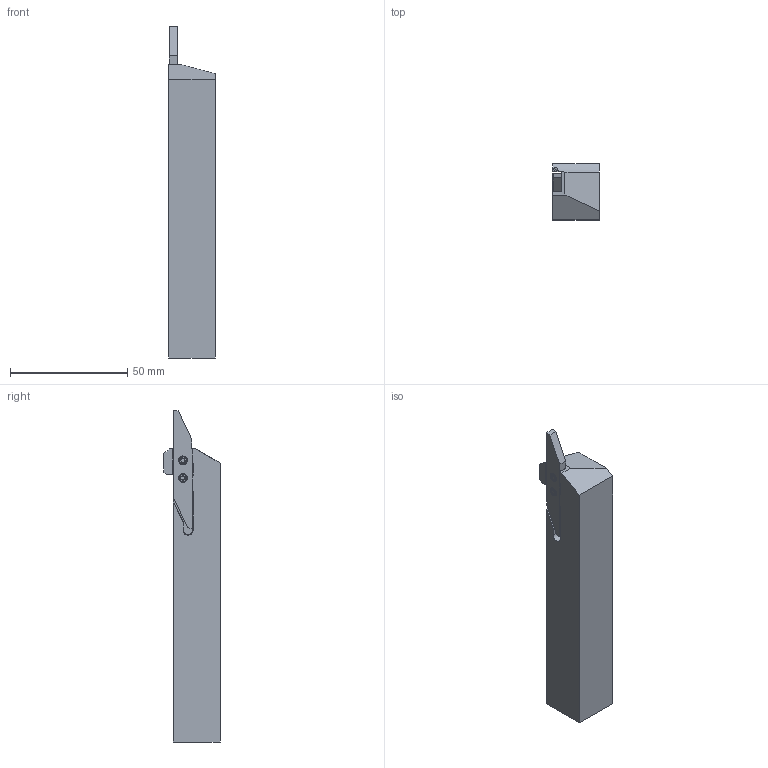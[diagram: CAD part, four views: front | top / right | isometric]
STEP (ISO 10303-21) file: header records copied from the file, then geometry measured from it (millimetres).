
FILE_DESCRIPTION (( 'STEP AP214' ), '1' );
FILE_NAME ('CUT-40-15.STEP', '2017-11-23T10:35:55', ( '' ), ( '' ), 'SwSTEP 2.0', 'SolidWorks 2017', '' );
FILE_SCHEMA (( 'AUTOMOTIVE_DESIGN' ));
Length unit declared in the file: millimetre
Products named in the file (1): CUT-40-15
Bounding box: 20 x 24 x 141.47 mm (x, y, z)
Volume: 49737.7 mm3; surface area: 11608.1 mm2
Topology: 1 solids, 1 shells, 112 faces, 314 edges, 204 vertices
Faces by surface type: cylinder 52, plane 50, bspline 6, cone 4
Entity records: 4500 total; most frequent: CARTESIAN_POINT 923, ORIENTED_EDGE 628, DIRECTION 600, EDGE_CURVE 314, AXIS2_PLACEMENT_3D 207, VERTEX_POINT 204, VECTOR 186, LINE 186
